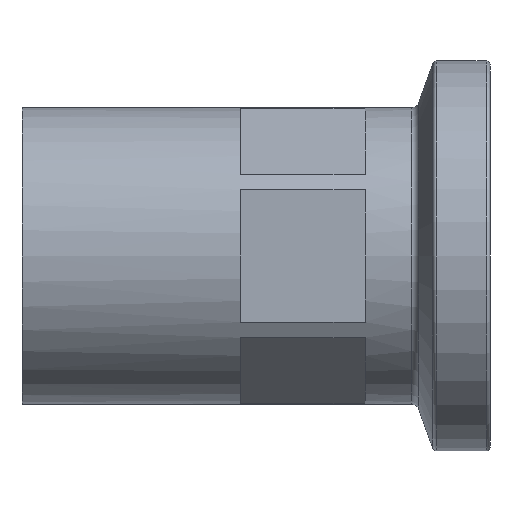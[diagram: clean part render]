
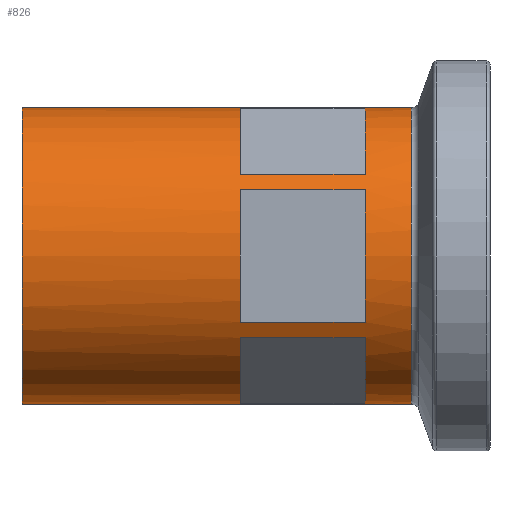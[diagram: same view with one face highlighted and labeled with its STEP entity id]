
A CAD part, left-side view. The second image highlights one B-rep face of the part: STEP entity #826.
In plain terms, the highlighted cylindrical face has radius 9.5 mm (diameter 19 mm), a partial arc.
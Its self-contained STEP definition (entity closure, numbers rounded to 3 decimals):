
#7 = CARTESIAN_POINT ( 'NONE',  ( 0., 8., 0. ) ) ;
#8 = ORIENTED_EDGE ( 'NONE', *, *, #1044, .F. ) ;
#30 = CARTESIAN_POINT ( 'NONE',  ( -0.576, 16., 9.483 ) ) ;
#36 = CARTESIAN_POINT ( 'NONE',  ( -8.5, 16., 4.243 ) ) ;
#42 = CARTESIAN_POINT ( 'NONE',  ( 0., 16., 0. ) ) ;
#45 = CARTESIAN_POINT ( 'NONE',  ( -0.576, 8., 9.483 ) ) ;
#58 = VECTOR ( 'NONE', #453, 1000. ) ;
#61 = DIRECTION ( 'NONE',  ( 0., 0., -1. ) ) ;
#86 = CARTESIAN_POINT ( 'NONE',  ( -7.924, 16., 5.24 ) ) ;
#100 = LINE ( 'NONE', #257, #393 ) ;
#104 = EDGE_LOOP ( 'NONE', ( #1018, #8, #1207, #822 ) ) ;
#112 = VECTOR ( 'NONE', #1019, 1000. ) ;
#118 = VECTOR ( 'NONE', #825, 1000. ) ;
#122 = CARTESIAN_POINT ( 'NONE',  ( 0., 5.042, -9.5 ) ) ;
#123 = DIRECTION ( 'NONE',  ( 0., 0., 1. ) ) ;
#129 = DIRECTION ( 'NONE',  ( 0., 1., 0. ) ) ;
#130 = AXIS2_PLACEMENT_3D ( 'NONE', #1113, #536, #1201 ) ;
#142 = VERTEX_POINT ( 'NONE', #266 ) ;
#152 = LINE ( 'NONE', #918, #118 ) ;
#167 = DIRECTION ( 'NONE',  ( 0., 0., -1. ) ) ;
#172 = FACE_BOUND ( 'NONE', #104, .T. ) ;
#178 = EDGE_LOOP ( 'NONE', ( #1222, #384, #670, #1025 ) ) ;
#179 = CARTESIAN_POINT ( 'NONE',  ( -0.576, 16., -9.483 ) ) ;
#185 = EDGE_CURVE ( 'NONE', #610, #538, #408, .T. ) ;
#187 = CARTESIAN_POINT ( 'NONE',  ( 0., 5.042, 0. ) ) ;
#206 = VERTEX_POINT ( 'NONE', #179 ) ;
#221 = DIRECTION ( 'NONE',  ( 0., 0., -1. ) ) ;
#222 = AXIS2_PLACEMENT_3D ( 'NONE', #187, #405, #573 ) ;
#233 = VECTOR ( 'NONE', #129, 1000. ) ;
#237 = DIRECTION ( 'NONE',  ( 0., 1., 0. ) ) ;
#249 = DIRECTION ( 'NONE',  ( 0., 0., -1. ) ) ;
#257 = CARTESIAN_POINT ( 'NONE',  ( -7.924, 0., 5.24 ) ) ;
#263 = LINE ( 'NONE', #1108, #304 ) ;
#266 = CARTESIAN_POINT ( 'NONE',  ( -7.924, 8., 5.24 ) ) ;
#302 = EDGE_CURVE ( 'NONE', #1245, #735, #1152, .T. ) ;
#304 = VECTOR ( 'NONE', #1130, 1000. ) ;
#317 = CARTESIAN_POINT ( 'NONE',  ( -7.924, 8., -5.24 ) ) ;
#328 = CARTESIAN_POINT ( 'NONE',  ( -7.924, 0., -5.24 ) ) ;
#337 = CARTESIAN_POINT ( 'NONE',  ( 0., 30., -9.5 ) ) ;
#356 = ORIENTED_EDGE ( 'NONE', *, *, #1241, .T. ) ;
#364 = DIRECTION ( 'NONE',  ( 0., -1., 0. ) ) ;
#384 = ORIENTED_EDGE ( 'NONE', *, *, #1061, .F. ) ;
#389 = ORIENTED_EDGE ( 'NONE', *, *, #390, .F. ) ;
#390 = EDGE_CURVE ( 'NONE', #545, #745, #775, .T. ) ;
#393 = VECTOR ( 'NONE', #543, 1000. ) ;
#405 = DIRECTION ( 'NONE',  ( 0., 1., 0. ) ) ;
#408 = LINE ( 'NONE', #1189, #831 ) ;
#432 = LINE ( 'NONE', #328, #112 ) ;
#436 = VECTOR ( 'NONE', #950, 1000. ) ;
#441 = ORIENTED_EDGE ( 'NONE', *, *, #1251, .F. ) ;
#443 = VERTEX_POINT ( 'NONE', #902 ) ;
#453 = DIRECTION ( 'NONE',  ( 0., 1., 0. ) ) ;
#460 = CARTESIAN_POINT ( 'NONE',  ( -8.5, 0., -4.243 ) ) ;
#473 = CARTESIAN_POINT ( 'NONE',  ( 0., 5.042, 9.5 ) ) ;
#474 = VERTEX_POINT ( 'NONE', #36 ) ;
#475 = LINE ( 'NONE', #484, #58 ) ;
#484 = CARTESIAN_POINT ( 'NONE',  ( -0.576, 0., 9.483 ) ) ;
#488 = CIRCLE ( 'NONE', #222, 9.5 ) ;
#511 = DIRECTION ( 'NONE',  ( 0., -1., 0. ) ) ;
#514 = VERTEX_POINT ( 'NONE', #317 ) ;
#518 = AXIS2_PLACEMENT_3D ( 'NONE', #7, #835, #249 ) ;
#522 = CIRCLE ( 'NONE', #1177, 9.5 ) ;
#524 = CARTESIAN_POINT ( 'NONE',  ( -8.5, 0., 4.243 ) ) ;
#528 = VERTEX_POINT ( 'NONE', #1087 ) ;
#533 = CARTESIAN_POINT ( 'NONE',  ( 0., 30., 0. ) ) ;
#536 = DIRECTION ( 'NONE',  ( 0., 1., 0. ) ) ;
#537 = CIRCLE ( 'NONE', #1009, 9.5 ) ;
#538 = VERTEX_POINT ( 'NONE', #122 ) ;
#541 = AXIS2_PLACEMENT_3D ( 'NONE', #1089, #998, #123 ) ;
#542 = EDGE_CURVE ( 'NONE', #474, #1245, #522, .T. ) ;
#543 = DIRECTION ( 'NONE',  ( 0., -1., 0. ) ) ;
#545 = VERTEX_POINT ( 'NONE', #30 ) ;
#573 = DIRECTION ( 'NONE',  ( 0., 0., 1. ) ) ;
#605 = AXIS2_PLACEMENT_3D ( 'NONE', #533, #1028, #61 ) ;
#610 = VERTEX_POINT ( 'NONE', #337 ) ;
#627 = ORIENTED_EDGE ( 'NONE', *, *, #663, .F. ) ;
#630 = EDGE_CURVE ( 'NONE', #206, #443, #152, .T. ) ;
#663 = EDGE_CURVE ( 'NONE', #528, #931, #263, .T. ) ;
#666 = CARTESIAN_POINT ( 'NONE',  ( 0., 0., 0. ) ) ;
#670 = ORIENTED_EDGE ( 'NONE', *, *, #1196, .F. ) ;
#680 = AXIS2_PLACEMENT_3D ( 'NONE', #666, #364, #167 ) ;
#719 = DIRECTION ( 'NONE',  ( 0., -1., 0. ) ) ;
#720 = VERTEX_POINT ( 'NONE', #45 ) ;
#727 = LINE ( 'NONE', #524, #233 ) ;
#735 = VERTEX_POINT ( 'NONE', #842 ) ;
#736 = CARTESIAN_POINT ( 'NONE',  ( -8.5, 8., 4.243 ) ) ;
#744 = FACE_OUTER_BOUND ( 'NONE', #819, .T. ) ;
#745 = VERTEX_POINT ( 'NONE', #86 ) ;
#765 = CYLINDRICAL_SURFACE ( 'NONE', #680, 9.5 ) ;
#775 = CIRCLE ( 'NONE', #541, 9.5 ) ;
#804 = EDGE_LOOP ( 'NONE', ( #1249, #1146, #389, #441 ) ) ;
#813 = DIRECTION ( 'NONE',  ( 0., 0., 1. ) ) ;
#819 = EDGE_LOOP ( 'NONE', ( #627, #356, #1256, #967 ) ) ;
#822 = ORIENTED_EDGE ( 'NONE', *, *, #630, .F. ) ;
#825 = DIRECTION ( 'NONE',  ( 0., -1., 0. ) ) ;
#826 = ADVANCED_FACE ( 'NONE', ( #744, #1127, #1238, #172 ), #765, .T. ) ;
#831 = VECTOR ( 'NONE', #1016, 1000. ) ;
#835 = DIRECTION ( 'NONE',  ( 0., 1., 0. ) ) ;
#842 = CARTESIAN_POINT ( 'NONE',  ( -8.5, 8., -4.243 ) ) ;
#845 = VERTEX_POINT ( 'NONE', #955 ) ;
#885 = CIRCLE ( 'NONE', #518, 9.5 ) ;
#897 = DIRECTION ( 'NONE',  ( 0., 0., 1. ) ) ;
#902 = CARTESIAN_POINT ( 'NONE',  ( -0.576, 8., -9.483 ) ) ;
#918 = CARTESIAN_POINT ( 'NONE',  ( -0.576, 0., -9.483 ) ) ;
#923 = EDGE_CURVE ( 'NONE', #538, #931, #488, .T. ) ;
#931 = VERTEX_POINT ( 'NONE', #473 ) ;
#934 = CARTESIAN_POINT ( 'NONE',  ( -8.5, 16., -4.243 ) ) ;
#950 = DIRECTION ( 'NONE',  ( 0., -1., 0. ) ) ;
#955 = CARTESIAN_POINT ( 'NONE',  ( -7.924, 16., -5.24 ) ) ;
#967 = ORIENTED_EDGE ( 'NONE', *, *, #923, .T. ) ;
#968 = CIRCLE ( 'NONE', #605, 9.5 ) ;
#998 = DIRECTION ( 'NONE',  ( 0., -1., 0. ) ) ;
#1000 = VERTEX_POINT ( 'NONE', #736 ) ;
#1009 = AXIS2_PLACEMENT_3D ( 'NONE', #42, #719, #813 ) ;
#1010 = EDGE_CURVE ( 'NONE', #142, #720, #1235, .T. ) ;
#1016 = DIRECTION ( 'NONE',  ( 0., -1., 0. ) ) ;
#1017 = EDGE_CURVE ( 'NONE', #443, #514, #1252, .T. ) ;
#1018 = ORIENTED_EDGE ( 'NONE', *, *, #1073, .F. ) ;
#1019 = DIRECTION ( 'NONE',  ( 0., 1., 0. ) ) ;
#1025 = ORIENTED_EDGE ( 'NONE', *, *, #302, .F. ) ;
#1028 = DIRECTION ( 'NONE',  ( 0., -1., 0. ) ) ;
#1044 = EDGE_CURVE ( 'NONE', #514, #845, #432, .T. ) ;
#1061 = EDGE_CURVE ( 'NONE', #1000, #474, #727, .T. ) ;
#1073 = EDGE_CURVE ( 'NONE', #845, #206, #537, .T. ) ;
#1087 = CARTESIAN_POINT ( 'NONE',  ( 0., 30., 9.5 ) ) ;
#1089 = CARTESIAN_POINT ( 'NONE',  ( 0., 16., 0. ) ) ;
#1097 = CARTESIAN_POINT ( 'NONE',  ( 0., 16., 0. ) ) ;
#1108 = CARTESIAN_POINT ( 'NONE',  ( 0., 0., 9.5 ) ) ;
#1113 = CARTESIAN_POINT ( 'NONE',  ( 0., 8., 0. ) ) ;
#1122 = CARTESIAN_POINT ( 'NONE',  ( 0., 8., 0. ) ) ;
#1127 = FACE_BOUND ( 'NONE', #178, .T. ) ;
#1130 = DIRECTION ( 'NONE',  ( 0., -1., 0. ) ) ;
#1146 = ORIENTED_EDGE ( 'NONE', *, *, #1203, .F. ) ;
#1152 = LINE ( 'NONE', #460, #436 ) ;
#1177 = AXIS2_PLACEMENT_3D ( 'NONE', #1097, #511, #897 ) ;
#1189 = CARTESIAN_POINT ( 'NONE',  ( 0., 0., -9.5 ) ) ;
#1196 = EDGE_CURVE ( 'NONE', #735, #1000, #885, .T. ) ;
#1201 = DIRECTION ( 'NONE',  ( 0., 0., -1. ) ) ;
#1203 = EDGE_CURVE ( 'NONE', #745, #142, #100, .T. ) ;
#1207 = ORIENTED_EDGE ( 'NONE', *, *, #1017, .F. ) ;
#1210 = AXIS2_PLACEMENT_3D ( 'NONE', #1122, #237, #221 ) ;
#1222 = ORIENTED_EDGE ( 'NONE', *, *, #542, .F. ) ;
#1235 = CIRCLE ( 'NONE', #1210, 9.5 ) ;
#1238 = FACE_BOUND ( 'NONE', #804, .T. ) ;
#1241 = EDGE_CURVE ( 'NONE', #528, #610, #968, .T. ) ;
#1245 = VERTEX_POINT ( 'NONE', #934 ) ;
#1249 = ORIENTED_EDGE ( 'NONE', *, *, #1010, .F. ) ;
#1251 = EDGE_CURVE ( 'NONE', #720, #545, #475, .T. ) ;
#1252 = CIRCLE ( 'NONE', #130, 9.5 ) ;
#1256 = ORIENTED_EDGE ( 'NONE', *, *, #185, .T. ) ;
